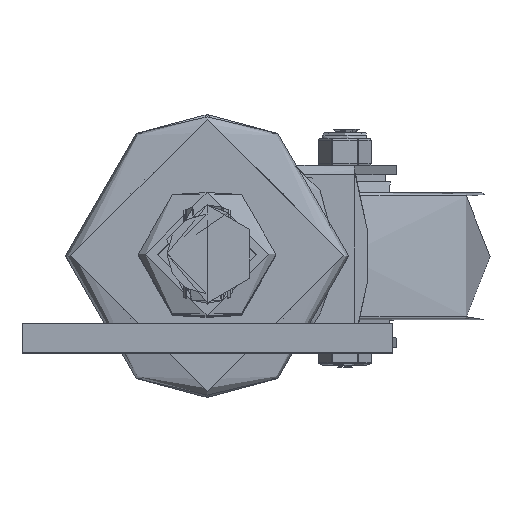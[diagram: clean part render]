
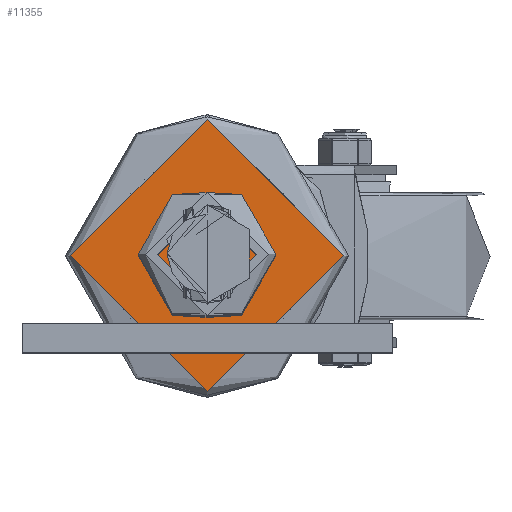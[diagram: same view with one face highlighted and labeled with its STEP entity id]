
A CAD part, top view. The second image highlights one B-rep face of the part: STEP entity #11355.
In plain terms, the highlighted planar face has unit normal (0, 0, 1).
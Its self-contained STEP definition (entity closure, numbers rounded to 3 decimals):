
#1227=FACE_BOUND('',#4014,.T.);
#1350=PLANE('',#12575);
#3327=FACE_OUTER_BOUND('',#4013,.T.);
#4013=EDGE_LOOP('',(#9453));
#4014=EDGE_LOOP('',(#9454));
#4600=CIRCLE('',#12559,37.5);
#4602=CIRCLE('',#12565,11.);
#5206=VERTEX_POINT('',#24222);
#5243=VERTEX_POINT('',#24723);
#6684=EDGE_CURVE('',#5206,#5206,#4600,.T.);
#6733=EDGE_CURVE('',#5243,#5243,#4602,.T.);
#9453=ORIENTED_EDGE('',*,*,#6684,.F.);
#9454=ORIENTED_EDGE('',*,*,#6733,.F.);
#11355=ADVANCED_FACE('',(#3327,#1227),#1350,.T.);
#12559=AXIS2_PLACEMENT_3D('',#24223,#14806,#14807);
#12565=AXIS2_PLACEMENT_3D('',#24725,#14821,#14822);
#12575=AXIS2_PLACEMENT_3D('',#26772,#14843,#14844);
#14806=DIRECTION('center_axis',(0.,0.,-1.));
#14807=DIRECTION('ref_axis',(1.,0.,0.));
#14821=DIRECTION('center_axis',(0.,0.,1.));
#14822=DIRECTION('ref_axis',(1.,0.,0.));
#14843=DIRECTION('center_axis',(0.,0.,1.));
#14844=DIRECTION('ref_axis',(1.,0.,0.));
#24222=CARTESIAN_POINT('',(-37.5,0.,6.));
#24223=CARTESIAN_POINT('Origin',(0.,0.,6.));
#24723=CARTESIAN_POINT('',(-11.,0.,6.));
#24725=CARTESIAN_POINT('Origin',(0.,0.,6.));
#26772=CARTESIAN_POINT('Origin',(0.,0.,6.));
